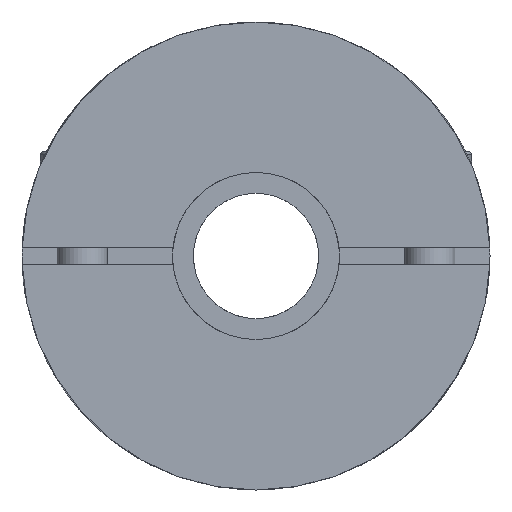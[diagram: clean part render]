
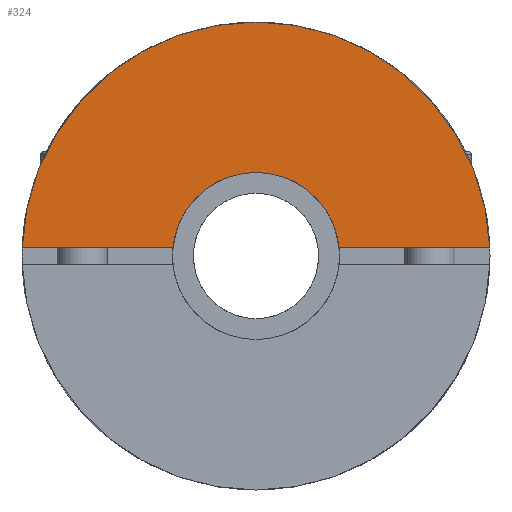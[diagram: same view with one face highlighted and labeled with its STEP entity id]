
A CAD part, left-side view. The second image highlights one B-rep face of the part: STEP entity #324.
In plain terms, the highlighted planar face has unit normal (-1, 0, 0).
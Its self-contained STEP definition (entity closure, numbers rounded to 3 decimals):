
#324=ADVANCED_FACE('NONE',(#800),#801,.F.);
#800=FACE_OUTER_BOUND('',#1479,.T.);
#801=PLANE('',#1480);
#1479=EDGE_LOOP('',(#2188,#2189,#2190,#2191,#2192));
#1480=AXIS2_PLACEMENT_3D('',#2193,#2194,#2195);
#2188=ORIENTED_EDGE('',*,*,#4055,.T.);
#2189=ORIENTED_EDGE('',*,*,#4053,.T.);
#2190=ORIENTED_EDGE('',*,*,#4079,.F.);
#2191=ORIENTED_EDGE('',*,*,#4080,.T.);
#2192=ORIENTED_EDGE('',*,*,#4075,.F.);
#2193=CARTESIAN_POINT('',(0.,0.0,28.0));
#2194=DIRECTION('',(1.0,0.0,0.0));
#2195=DIRECTION('',(0.0,0.0,-1.0));
#4053=EDGE_CURVE('',#4804,#4812,#4814,.T.);
#4055=EDGE_CURVE('',#4816,#4804,#4817,.T.);
#4075=EDGE_CURVE('NONE',#4816,#4847,#4848,.T.);
#4079=EDGE_CURVE('NONE',#4853,#4812,#4854,.T.);
#4080=EDGE_CURVE('NONE',#4853,#4847,#4855,.T.);
#4804=VERTEX_POINT('',#5913);
#4812=VERTEX_POINT('',#5923);
#4814=CIRCLE('',#5926,10.0);
#4816=VERTEX_POINT('',#5928);
#4817=CIRCLE('',#5929,10.0);
#4847=VERTEX_POINT('NONE',#5965);
#4848=LINE('',#5966,#5967);
#4853=VERTEX_POINT('NONE',#5974);
#4854=LINE('',#5975,#5976);
#4855=CIRCLE('',#5977,28.0);
#5913=CARTESIAN_POINT('',(0.,0.,10.0));
#5923=CARTESIAN_POINT('',(0.0,-9.95,1.0));
#5926=AXIS2_PLACEMENT_3D('',#7942,#7943,#7944);
#5928=CARTESIAN_POINT('',(0.0,9.95,1.0));
#5929=AXIS2_PLACEMENT_3D('',#7945,#7946,#7947);
#5965=CARTESIAN_POINT('',(0.,27.982,1.0));
#5966=CARTESIAN_POINT('',(0.,33.003,1.0));
#5967=VECTOR('',#7981,1000.0);
#5974=CARTESIAN_POINT('',(0.,-27.982,1.0));
#5975=CARTESIAN_POINT('',(0.,33.003,1.0));
#5976=VECTOR('',#7984,1000.0);
#5977=AXIS2_PLACEMENT_3D('',#7985,#7986,#7987);
#7942=CARTESIAN_POINT('',(0.,0.0,0.0));
#7943=DIRECTION('',(1.0,0.0,-0.0));
#7944=DIRECTION('',(0.0,0.0,1.0));
#7945=CARTESIAN_POINT('',(0.,0.0,0.0));
#7946=DIRECTION('',(1.0,0.0,-0.0));
#7947=DIRECTION('',(0.0,0.0,1.0));
#7981=DIRECTION('',(0.0,1.0,-0.0));
#7984=DIRECTION('',(0.0,1.0,-0.0));
#7985=CARTESIAN_POINT('',(0.,0.0,0.0));
#7986=DIRECTION('',(-1.0,0.0,0.0));
#7987=DIRECTION('',(0.0,-1.0,0.0));
